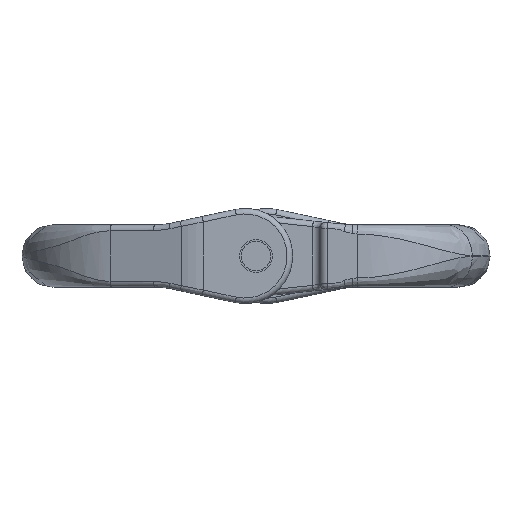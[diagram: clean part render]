
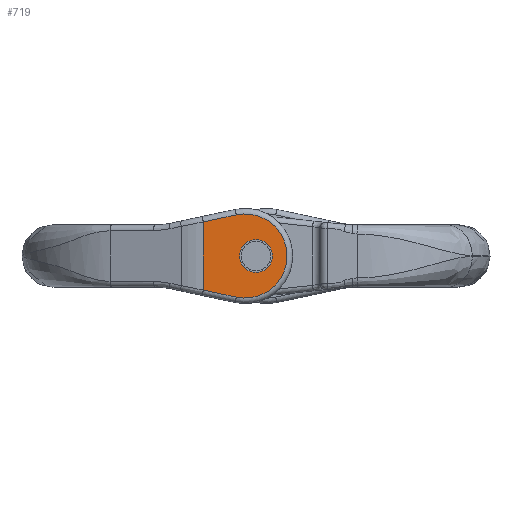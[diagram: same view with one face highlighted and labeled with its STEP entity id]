
A CAD part, left-side view. The second image highlights one B-rep face of the part: STEP entity #719.
In plain terms, the highlighted planar face has unit normal (-1, 0, 0).
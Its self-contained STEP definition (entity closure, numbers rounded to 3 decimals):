
#719=ADVANCED_FACE('',(#1151,#1152),#902,.F.);
#902=PLANE('',#4871);
#1000=CIRCLE('',#4869,11.5);
#1001=CIRCLE('',#4870,4.5);
#1151=FACE_BOUND('',#1345,.T.);
#1152=FACE_BOUND('',#1346,.T.);
#1345=EDGE_LOOP('',(#2232,#2233,#2234,#2235));
#1346=EDGE_LOOP('',(#2236));
#2232=ORIENTED_EDGE('',*,*,#3618,.T.);
#2233=ORIENTED_EDGE('',*,*,#3619,.T.);
#2234=ORIENTED_EDGE('',*,*,#3620,.T.);
#2235=ORIENTED_EDGE('',*,*,#3621,.T.);
#2236=ORIENTED_EDGE('',*,*,#3622,.F.);
#3073=VERTEX_POINT('',#9430);
#3074=VERTEX_POINT('',#9431);
#3075=VERTEX_POINT('',#9433);
#3076=VERTEX_POINT('',#9435);
#3077=VERTEX_POINT('',#9438);
#3618=EDGE_CURVE('',#3073,#3074,#4333,.T.);
#3619=EDGE_CURVE('',#3074,#3075,#1000,.T.);
#3620=EDGE_CURVE('',#3075,#3076,#4334,.T.);
#3621=EDGE_CURVE('',#3076,#3073,#4335,.T.);
#3622=EDGE_CURVE('',#3077,#3077,#1001,.T.);
#4333=LINE('',#9429,#4587);
#4334=LINE('',#9434,#4588);
#4335=LINE('',#9436,#4589);
#4587=VECTOR('',#5558,1.);
#4588=VECTOR('',#5561,1.);
#4589=VECTOR('',#5562,1.);
#4869=AXIS2_PLACEMENT_3D('',#9432,#5559,#5560);
#4870=AXIS2_PLACEMENT_3D('',#9437,#5563,#5564);
#4871=AXIS2_PLACEMENT_3D('',#9439,#5565,#5566);
#5558=DIRECTION('',(0.,-0.978,-0.209));
#5559=DIRECTION('',(-1.,0.,0.));
#5560=DIRECTION('',(0.,1.,0.));
#5561=DIRECTION('',(0.,0.978,-0.209));
#5562=DIRECTION('',(0.,0.,-1.));
#5563=DIRECTION('',(-1.,0.,0.));
#5564=DIRECTION('',(0.,1.,0.));
#5565=DIRECTION('',(1.,0.,0.));
#5566=DIRECTION('',(0.,1.,0.));
#9429=CARTESIAN_POINT('',(-39.,58.091,-9.392));
#9430=CARTESIAN_POINT('',(-39.,58.404,-9.325));
#9431=CARTESIAN_POINT('',(-39.,49.401,-11.247));
#9432=CARTESIAN_POINT('',(-39.,47.,0.));
#9433=CARTESIAN_POINT('',(-39.,49.401,11.247));
#9434=CARTESIAN_POINT('',(-39.,58.091,9.392));
#9435=CARTESIAN_POINT('',(-39.,58.404,9.325));
#9436=CARTESIAN_POINT('',(-39.,58.404,25.));
#9437=CARTESIAN_POINT('',(-39.,44.,0.));
#9438=CARTESIAN_POINT('',(-39.,48.5,0.));
#9439=CARTESIAN_POINT('',(-39.,61.5,25.));
